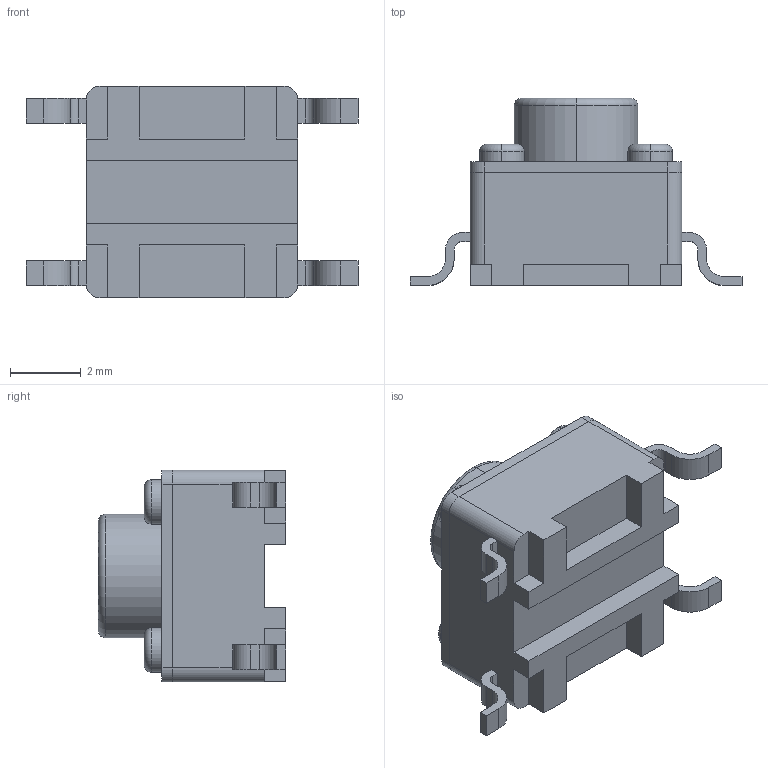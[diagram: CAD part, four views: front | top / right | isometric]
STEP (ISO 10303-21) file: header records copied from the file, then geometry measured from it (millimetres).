
FILE_DESCRIPTION (( 'STEP AP214' ), '1' );
FILE_NAME ('Button_6x6x5_4pin.STEP', '2024-10-04T17:56:42', ( '' ), ( '' ), 'SwSTEP 2.0', 'SolidWorks 2024', '' );
FILE_SCHEMA (( 'AUTOMOTIVE_DESIGN' ));
Length unit declared in the file: millimetre
Products named in the file (1): Button_6x6x5_4pin
Bounding box: 9.4 x 5.3 x 6 mm (x, y, z)
Volume: 132.4 mm3; surface area: 318.2 mm2
Topology: 12 solids, 12 shells, 142 faces, 338 edges, 222 vertices
Faces by surface type: plane 90, cylinder 42, torus 10
Entity records: 5750 total; most frequent: DIRECTION 728, CARTESIAN_POINT 703, ORIENTED_EDGE 676, EDGE_CURVE 338, AXIS2_PLACEMENT_3D 247, VECTOR 234, LINE 234, VERTEX_POINT 222
